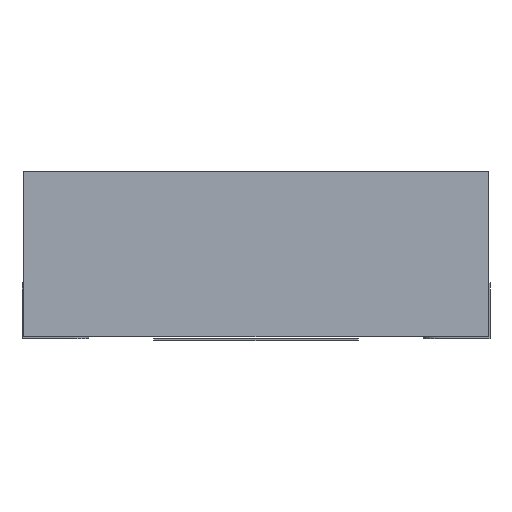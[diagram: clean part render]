
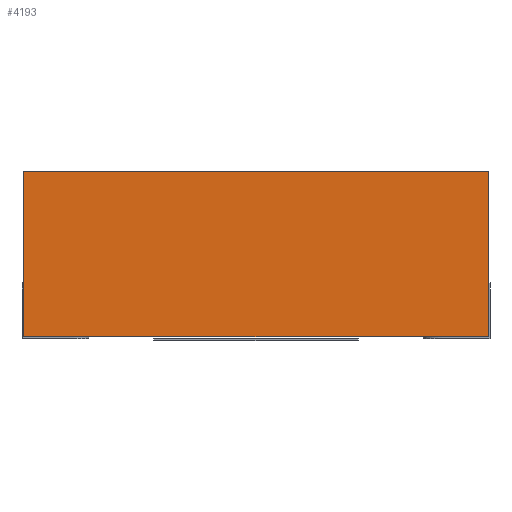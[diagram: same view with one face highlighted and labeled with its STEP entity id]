
A CAD part, front view. The second image highlights one B-rep face of the part: STEP entity #4193.
In plain terms, the highlighted planar face has unit normal (0, -1, 0).
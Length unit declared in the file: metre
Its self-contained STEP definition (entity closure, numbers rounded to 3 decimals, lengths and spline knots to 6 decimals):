
#11 = VECTOR ( 'NONE', #1692, 1. ) ;
#18 = VERTEX_POINT ( 'NONE', #2462 ) ;
#172 = LINE ( 'NONE', #3900, #2340 ) ;
#259 = PLANE ( 'NONE',  #2558 ) ;
#295 = EDGE_CURVE ( 'NONE', #18, #2261, #1186, .T. ) ;
#506 = VECTOR ( 'NONE', #706, 1. ) ;
#706 = DIRECTION ( 'NONE',  ( 1., 0., 0. ) ) ;
#1176 = EDGE_CURVE ( 'NONE', #1679, #18, #4050, .T. ) ;
#1186 = LINE ( 'NONE', #1530, #2602 ) ;
#1220 = LINE ( 'NONE', #3459, #506 ) ;
#1428 = ORIENTED_EDGE ( 'NONE', *, *, #1571, .T. ) ;
#1530 = CARTESIAN_POINT ( 'NONE',  ( -0.00125, -0.00125, 0. ) ) ;
#1571 = EDGE_CURVE ( 'NONE', #2261, #2100, #1220, .T. ) ;
#1679 = VERTEX_POINT ( 'NONE', #4101 ) ;
#1692 = DIRECTION ( 'NONE',  ( -1., 0., 0. ) ) ;
#1931 = ORIENTED_EDGE ( 'NONE', *, *, #295, .T. ) ;
#2100 = VERTEX_POINT ( 'NONE', #3535 ) ;
#2132 = EDGE_LOOP ( 'NONE', ( #1428, #2285, #3631, #1931 ) ) ;
#2261 = VERTEX_POINT ( 'NONE', #2407 ) ;
#2285 = ORIENTED_EDGE ( 'NONE', *, *, #4224, .T. ) ;
#2340 = VECTOR ( 'NONE', #2932, 1. ) ;
#2407 = CARTESIAN_POINT ( 'NONE',  ( -0.00125, -0.00125, 0.00001 ) ) ;
#2462 = CARTESIAN_POINT ( 'NONE',  ( -0.00125, -0.00125, 0.0009 ) ) ;
#2558 = AXIS2_PLACEMENT_3D ( 'NONE', #3855, #4210, #3684 ) ;
#2602 = VECTOR ( 'NONE', #4201, 1. ) ;
#2932 = DIRECTION ( 'NONE',  ( 0., 0., 1. ) ) ;
#3459 = CARTESIAN_POINT ( 'NONE',  ( 0., -0.00125, 0.00001 ) ) ;
#3535 = CARTESIAN_POINT ( 'NONE',  ( 0.00125, -0.00125, 0.00001 ) ) ;
#3631 = ORIENTED_EDGE ( 'NONE', *, *, #1176, .T. ) ;
#3684 = DIRECTION ( 'NONE',  ( 0., 0., -1. ) ) ;
#3706 = CARTESIAN_POINT ( 'NONE',  ( 0., -0.00125, 0.0009 ) ) ;
#3855 = CARTESIAN_POINT ( 'NONE',  ( 0., -0.00125, 0. ) ) ;
#3900 = CARTESIAN_POINT ( 'NONE',  ( 0.00125, -0.00125, 0. ) ) ;
#4050 = LINE ( 'NONE', #3706, #11 ) ;
#4101 = CARTESIAN_POINT ( 'NONE',  ( 0.00125, -0.00125, 0.0009 ) ) ;
#4193 = ADVANCED_FACE ( 'NONE', ( #4236 ), #259, .T. ) ;
#4201 = DIRECTION ( 'NONE',  ( 0., 0., -1. ) ) ;
#4210 = DIRECTION ( 'NONE',  ( 0., -1., 0. ) ) ;
#4224 = EDGE_CURVE ( 'NONE', #2100, #1679, #172, .T. ) ;
#4236 = FACE_OUTER_BOUND ( 'NONE', #2132, .T. ) ;
